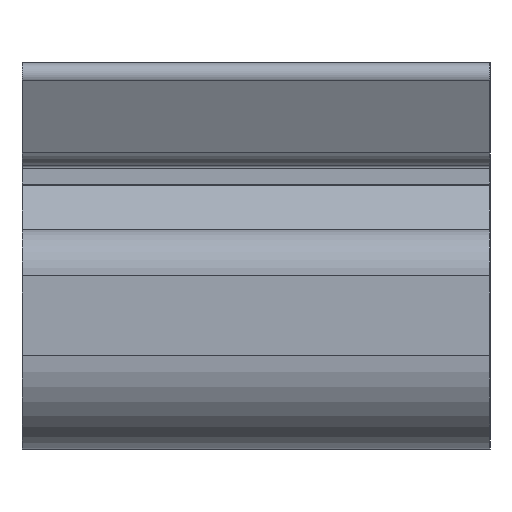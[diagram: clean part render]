
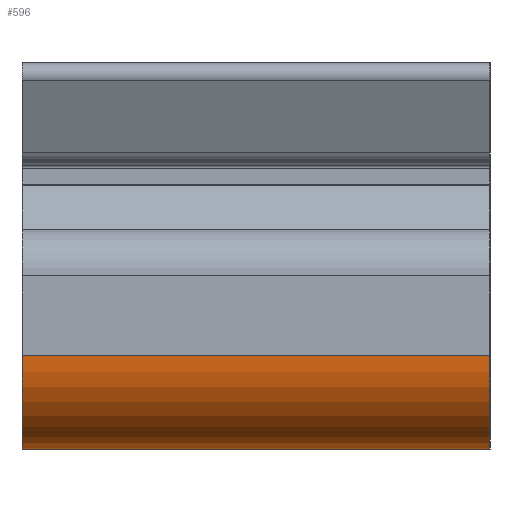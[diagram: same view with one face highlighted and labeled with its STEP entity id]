
A CAD part, left-side view. The second image highlights one B-rep face of the part: STEP entity #596.
In plain terms, the highlighted cylindrical face has radius 4 mm (diameter 8 mm), a partial arc.
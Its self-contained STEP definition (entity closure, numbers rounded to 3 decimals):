
#55 = AXIS2_PLACEMENT_3D ( 'NONE', #1592, #2349, #2115 ) ;
#135 = EDGE_CURVE ( 'NONE', #3212, #1857, #2099, .T. ) ;
#156 = ORIENTED_EDGE ( 'NONE', *, *, #135, .F. ) ;
#222 = DIRECTION ( 'NONE',  ( 0., 0., -1. ) ) ;
#260 = ORIENTED_EDGE ( 'NONE', *, *, #1382, .F. ) ;
#296 = EDGE_CURVE ( 'NONE', #3058, #1857, #2505, .T. ) ;
#477 = DIRECTION ( 'NONE',  ( 0., 1., 0. ) ) ;
#552 = EDGE_LOOP ( 'NONE', ( #3090, #156, #260, #2199 ) ) ;
#596 = ADVANCED_FACE ( 'NONE', ( #2297 ), #3002, .T. ) ;
#666 = VECTOR ( 'NONE', #3276, 1000. ) ;
#728 = CARTESIAN_POINT ( 'NONE',  ( -56., 10., 0. ) ) ;
#877 = CARTESIAN_POINT ( 'NONE',  ( -60., -10., 4. ) ) ;
#878 = DIRECTION ( 'NONE',  ( 0., 0., -1. ) ) ;
#890 = CARTESIAN_POINT ( 'NONE',  ( -56., 10., 4. ) ) ;
#1032 = EDGE_CURVE ( 'NONE', #1606, #3058, #2928, .T. ) ;
#1174 = CARTESIAN_POINT ( 'NONE',  ( -56., -10., 0. ) ) ;
#1250 = VECTOR ( 'NONE', #477, 1000. ) ;
#1382 = EDGE_CURVE ( 'NONE', #1606, #3212, #3034, .T. ) ;
#1592 = CARTESIAN_POINT ( 'NONE',  ( -56., 10., 4. ) ) ;
#1606 = VERTEX_POINT ( 'NONE', #877 ) ;
#1857 = VERTEX_POINT ( 'NONE', #3001 ) ;
#2099 = LINE ( 'NONE', #728, #666 ) ;
#2115 = DIRECTION ( 'NONE',  ( 0., 0., -1. ) ) ;
#2199 = ORIENTED_EDGE ( 'NONE', *, *, #1032, .T. ) ;
#2297 = FACE_OUTER_BOUND ( 'NONE', #552, .T. ) ;
#2349 = DIRECTION ( 'NONE',  ( 0., -1., 0. ) ) ;
#2505 = CIRCLE ( 'NONE', #2668, 4. ) ;
#2518 = CARTESIAN_POINT ( 'NONE',  ( -60., 10., 4. ) ) ;
#2668 = AXIS2_PLACEMENT_3D ( 'NONE', #890, #2906, #878 ) ;
#2768 = DIRECTION ( 'NONE',  ( 0., -1., 0. ) ) ;
#2906 = DIRECTION ( 'NONE',  ( 0., -1., 0. ) ) ;
#2928 = LINE ( 'NONE', #3285, #1250 ) ;
#3001 = CARTESIAN_POINT ( 'NONE',  ( -56., 10., 0. ) ) ;
#3002 = CYLINDRICAL_SURFACE ( 'NONE', #55, 4. ) ;
#3004 = CARTESIAN_POINT ( 'NONE',  ( -56., -10., 4. ) ) ;
#3034 = CIRCLE ( 'NONE', #3138, 4. ) ;
#3058 = VERTEX_POINT ( 'NONE', #2518 ) ;
#3090 = ORIENTED_EDGE ( 'NONE', *, *, #296, .T. ) ;
#3138 = AXIS2_PLACEMENT_3D ( 'NONE', #3004, #2768, #222 ) ;
#3212 = VERTEX_POINT ( 'NONE', #1174 ) ;
#3276 = DIRECTION ( 'NONE',  ( 0., 1., 0. ) ) ;
#3285 = CARTESIAN_POINT ( 'NONE',  ( -60., 10., 4. ) ) ;
